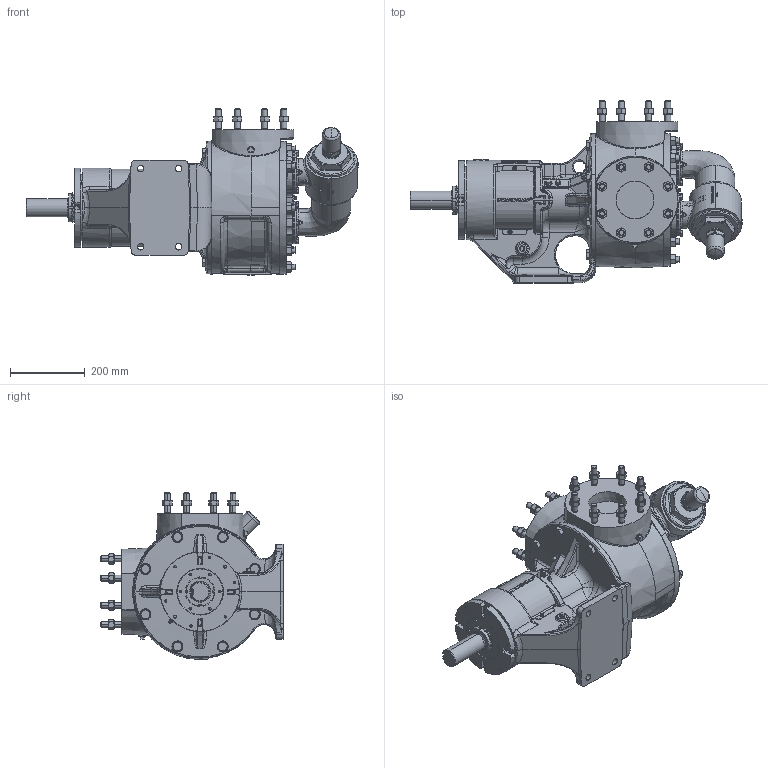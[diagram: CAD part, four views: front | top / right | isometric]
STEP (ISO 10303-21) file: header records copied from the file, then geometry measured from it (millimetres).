
FILE_DESCRIPTION (( 'STEP AP214' ), '1' );
FILE_NAME ('QV-2337.step', '2025-12-05T14:18:47', ( '' ), ( '' ), 'SwSTEP 2.0', 'SolidWorks 2024', '' );
FILE_SCHEMA (( 'AUTOMOTIVE_DESIGN' ));
Length unit declared in the file: inch
Products named in the file (1): QV-2337
Bounding box: 889.88 x 487.96 x 447.12 mm (x, y, z)
Volume: 36799730.8 mm3; surface area: 1501381.3 mm2
Topology: 1 solids, 1 shells, 4774 faces, 11996 edges, 7422 vertices
Faces by surface type: plane 1598, bspline 1424, cone 811, cylinder 743, torus 134, sphere 64
Entity records: 214249 total; most frequent: CARTESIAN_POINT 112491, ORIENTED_EDGE 23688, DIRECTION 17127, EDGE_CURVE 11844, VERTEX_POINT 7413, AXIS2_PLACEMENT_3D 6234, EDGE_LOOP 5153, FACE_OUTER_BOUND 4774
